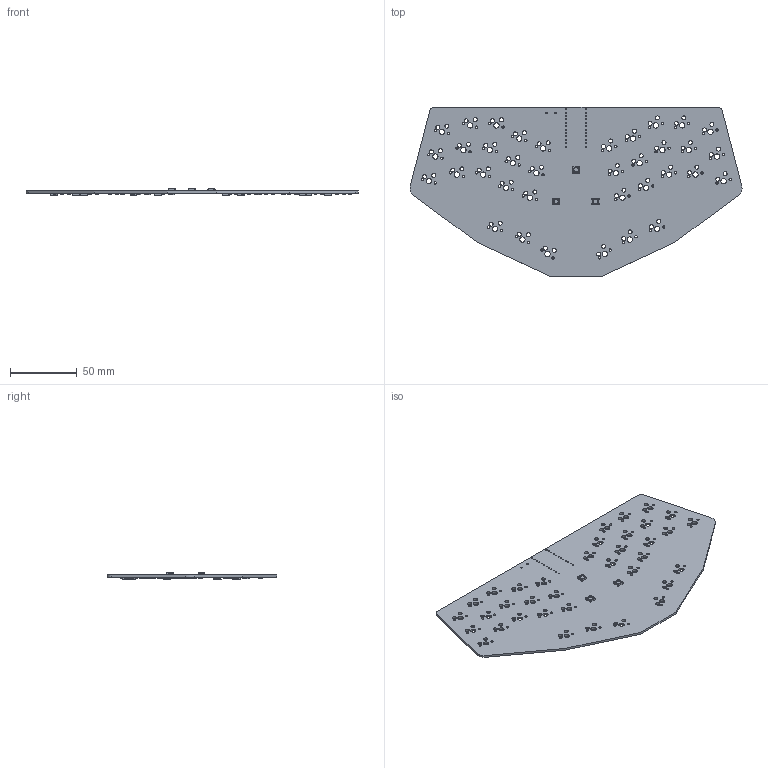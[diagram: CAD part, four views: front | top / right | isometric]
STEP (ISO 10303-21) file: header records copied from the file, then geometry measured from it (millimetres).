
FILE_DESCRIPTION(('KiCad electronic assembly'),'2;1');
FILE_NAME('euclid36.step','2021-03-24T11:39:25',('An Author'),( 'A Company'),'Open CASCADE STEP processor 6.9', 'KiCad to STEP converter','Unknown');
FILE_SCHEMA(('AUTOMOTIVE_DESIGN { 1 0 10303 214 1 1 1 1 }'));
Length unit declared in the file: millimetre
Products named in the file (6): Open CASCADE STEP translator 6.9 1; LED_WS2812B_PLCC4_5.0x5.0mm_P3.2mm; SOLID; D_SOD-123; COMPOUND
Assembly tree (52 placements, depth 3):
  Open CASCADE STEP translator 6.9 1
    LED_WS2812B_PLCC4_5.0x5.0mm_P3.2mm  x13
      SOLID
    D_SOD-123  x36
      SOLID
    COMPOUND
Bounding box: 248.12 x 127 x 4.9 mm (x, y, z)
Volume: 38302.8 mm3; surface area: 52575.9 mm2
Topology: 50 solids, 50 shells, 3516 faces, 8883 edges, 5464 vertices
Faces by surface type: plane 1783, bspline 936, cylinder 784, cone 13
Full cylindrical faces by diameter (mm): 0.762 x23, 1.1 x1, 1.3 x2, 1.75 x72, 3 x72, 3.333 x13, 3.988 x36
Entity records: 27369 total; most frequent: CARTESIAN_POINT 4647, DIRECTION 4160, ORIENTED_EDGE 2022, PCURVE 2022, DEFINITIONAL_REPRESENTATION 2022, LINE 1999, VECTOR 1999, EDGE_CURVE 1011
